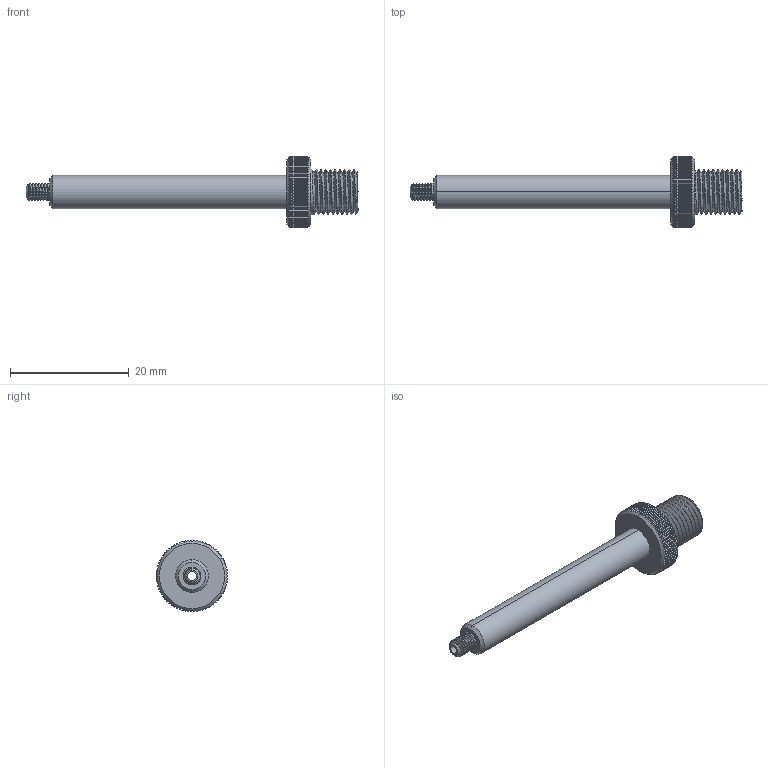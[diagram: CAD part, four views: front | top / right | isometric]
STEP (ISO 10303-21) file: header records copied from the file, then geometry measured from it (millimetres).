
FILE_DESCRIPTION (( 'STEP AP203' ), '1' );
FILE_NAME ('Embouts gonflage.STEP', '2023-03-06T18:51:29', ( '' ), ( '' ), 'SwSTEP 2.0', 'SolidWorks 2021', '' );
FILE_SCHEMA (( 'CONFIG_CONTROL_DESIGN' ));
Length unit declared in the file: millimetre
Products named in the file (1): Embouts gonflage
Bounding box: 56 x 12 x 12 mm (x, y, z)
Volume: 1131.5 mm3; surface area: 2079.7 mm2
Topology: 1 solids, 1 shells, 298 faces, 862 edges, 569 vertices
Faces by surface type: plane 161, cylinder 115, cone 16, bspline 6
Entity records: 12477 total; most frequent: CARTESIAN_POINT 5254, ORIENTED_EDGE 1724, DIRECTION 1238, EDGE_CURVE 862, VERTEX_POINT 569, AXIS2_PLACEMENT_3D 475, B_SPLINE_CURVE_WITH_KNOTS 320, EDGE_LOOP 303
